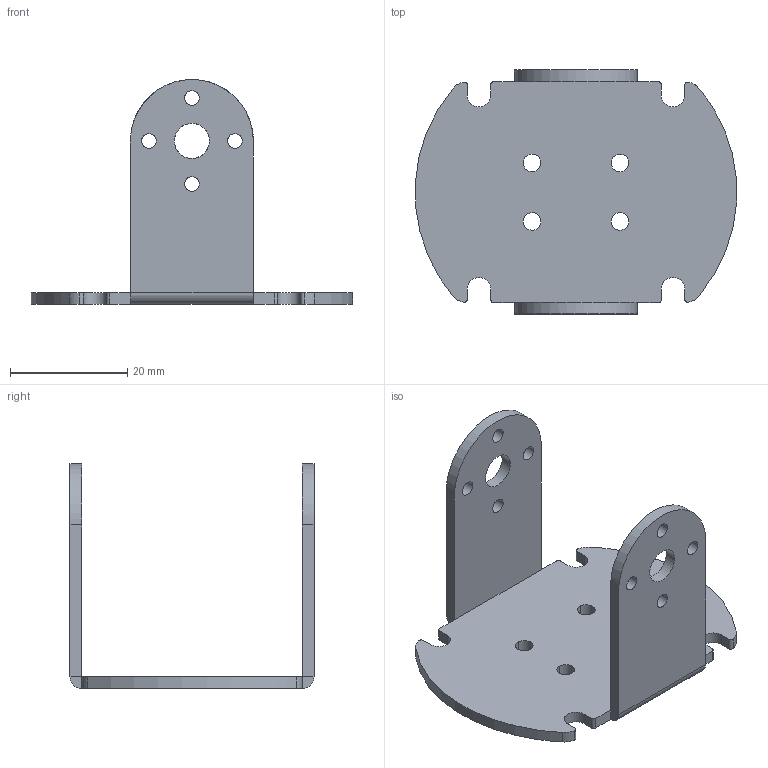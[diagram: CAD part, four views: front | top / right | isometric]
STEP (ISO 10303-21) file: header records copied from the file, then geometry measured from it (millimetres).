
FILE_DESCRIPTION (( 'STEP AP203' ), '1' );
FILE_NAME ('bracket 1.STEP', '2025-04-14T12:42:42', ( '' ), ( '' ), 'SwSTEP 2.0', 'SolidWorks 2024', '' );
FILE_SCHEMA (( 'CONFIG_CONTROL_DESIGN' ));
Length unit declared in the file: inch
Products named in the file (1): bracket 1
Bounding box: 54.9 x 41.7 x 38.44 mm (x, y, z)
Volume: 6425.1 mm3; surface area: 7343.7 mm2
Topology: 1 solids, 1 shells, 76 faces, 221 edges, 147 vertices
Faces by surface type: bspline 76
Entity records: 2919 total; most frequent: CARTESIAN_POINT 1607, ORIENTED_EDGE 442, EDGE_CURVE 221, VERTEX_POINT 147, B_SPLINE_CURVE_WITH_KNOTS 106, EDGE_LOOP 104, ADVANCED_FACE 76, FACE_OUTER_BOUND 76
